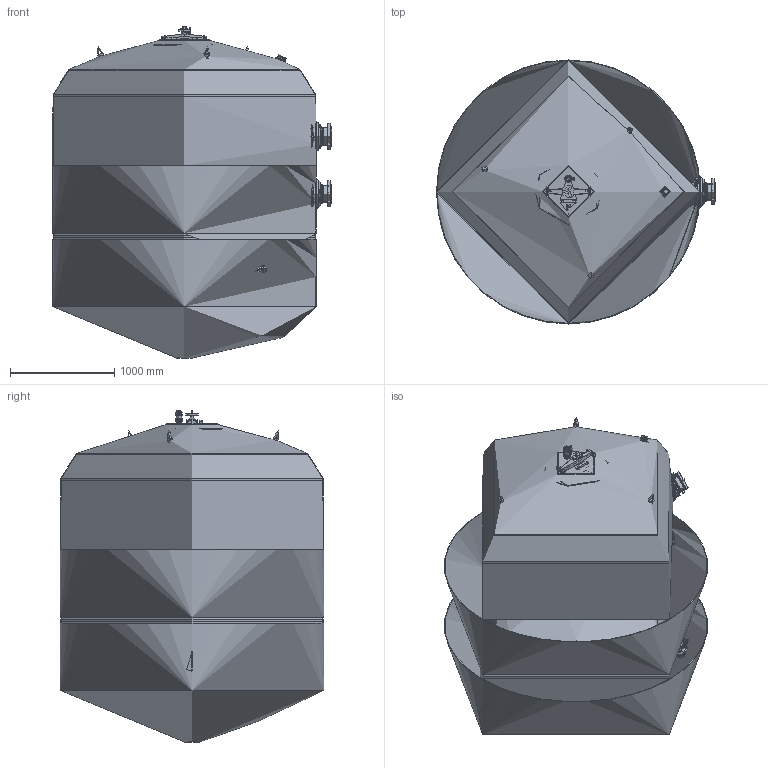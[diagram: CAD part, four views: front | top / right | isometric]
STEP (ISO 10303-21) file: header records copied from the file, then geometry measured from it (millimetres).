
FILE_DESCRIPTION( ( '' ), '1' );
FILE_NAME( '170705 HCFF981402WVA (VFSCN225014H).stp', '2017-07-26T07:49:04', ( 'Fiberpool Internacional' ), ( 'Fiberpool Internacional' ), 'PSStep 14.0', 'SolidEdgeST3', ' ' );
FILE_SCHEMA( ( 'AUTOMOTIVE_DESIGN { 1 0 10303 214 1 1 1 1 }' ) );
Length unit declared in the file: millimetre
Products named in the file (53): Sortida tornillos d-140 2350-2500-oa3; filtre 2500 FB HAYW 170705-oa19; Sortida Descarga arena Ø90 2010 2350-3000-oa6; Base tapa ovalada filtro 2,5 BARS-oa10; Brida Netvitc System Ø90; Sortida tornillos d-140 2350-2500-oa1; Cancamo de elevación-oa16; Cancamo de elevación-oa15; Desaigua filtre industrial 1pols-oa7; Tapa oval filtro industrial completa 2,5 BARS-oa13; Válvula de bola 32-1pols; TAPON NETVITC Ø 90 C-B (CON TORNILLERIA INOX 316); Assem1; Junta Netvitc System Ø90 EPDM con anillo acero A-4; Manòmetre filtro industrial 2011 -oa18; Junta Netvitc System Ø90 EPDM; Anillo Acero A-4 Netvitc System Ø90; ½ Brida Netvitc System Ø90; Screw_DIN_912_M8x40_v8.00; Nut_DIN_934_M8_v8.00; Varilla Roscada M-14x165mm Inox 304; TUERCA SUPERIOR SUJ_JUNTA TAP_OV; Base tapa ovalada filtro 2,5 BAR Act-oa9; Volante filtro-oa11; cos manòmetre filtre industrial; Tapon Netvitc System Ø90; Portabrida Netvitc System Ø90 PVC; CUERPO BRIDA DE TORNILLOS D-90 Rev140124; cos válvula 32-1pols; manguito valvula bola 32-1pols; femella valvula 32-1pols; maneta válvula 32-1pols; Bolt_DIN_580_M24_v8.00; Nut_DIN_934_M24_v8.00; CUERPO BRIDA DE TORNILLOS D-160; Maneta tapa filtro; Puente; Machon doble rosca 1pols; ; Tubo Ø90 L= 100mm ...
Bounding box: 2675.51 x 2530.03 x 3183.09 mm (x, y, z)
Volume: 622817741.1 mm3; surface area: 168299207.5 mm2
Topology: 223 solids, 223 shells, 6679 faces, 16297 edges, 10388 vertices
Faces by surface type: plane 3618, cylinder 1958, cone 468, bspline 350, torus 243, sphere 20, offset 13, extrusion 6, revolution 3
Full cylindrical faces by diameter (mm): 4 x48, 6 x45, 6.466 x11, 6.647 x11, 8 x30, 11.75 x3, 11.835 x5, 12 x4, 13 x19, 14 x27, 14.5 x5, 15.5 x4, 16 x4, 17 x40, 19.6 x9, 20 x9, 20.752 x7, 21 x4, 22 x3, 23 x4, 23.5 x8, 24 x14, 25 x15, 26 x16, 29 x5, 29.605 x8, 32 x23, 33 x3, 35.5 x7, 37.5 x4
Entity records: 77863 total; most frequent: CARTESIAN_POINT 44619, DIRECTION 5094, ORIENTED_EDGE 4590, EDGE_CURVE 2295, AXIS2_PLACEMENT_3D 1989, VERTEX_POINT 1578, EDGE_LOOP 1501, FACE_OUTER_BOUND 1259
